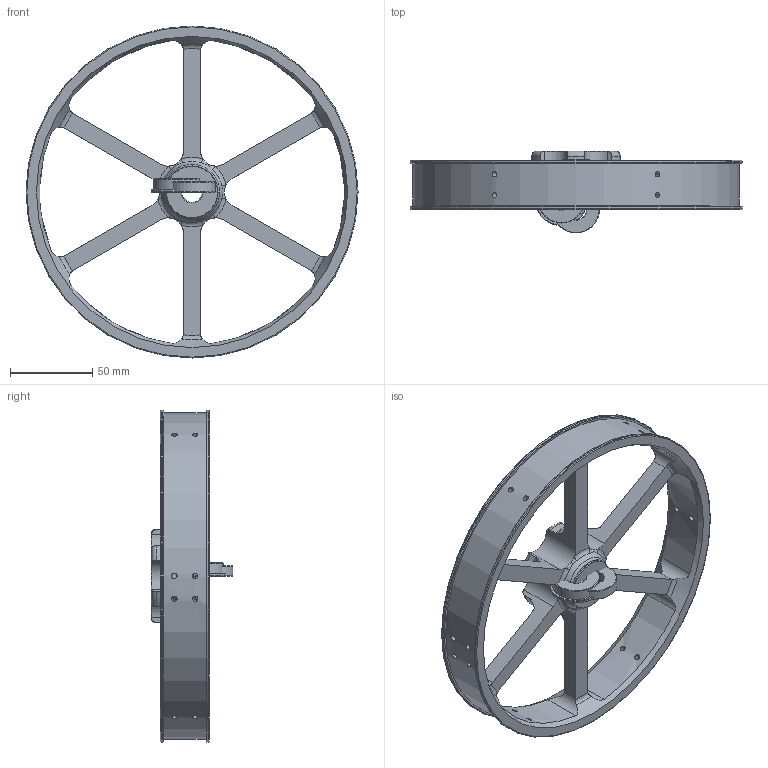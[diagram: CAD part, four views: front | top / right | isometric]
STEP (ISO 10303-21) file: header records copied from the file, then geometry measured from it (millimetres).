
FILE_DESCRIPTION( ( 'Unknown' ), '1' );
FILE_NAME( '8 performance wheel bearing bore.stp', 'Unknown', ( 'Unknown' ), ( 'Unknown' ), 'XStep 1.0', 'Unknown', ' ' );
FILE_SCHEMA( ( 'CONFIG_CONTROL_DESIGN' ) );
Length unit declared in the file: millimetre
Products named in the file (4): Assem1; 8_performance_wheel_bearbore; fr-8-zz; r8 bearing
Bounding box: 202.18 x 49.85 x 202.18 mm (x, y, z)
Volume: 405758.2 mm3; surface area: 154527 mm2
Topology: 6 solids, 6 shells, 336 faces, 998 edges, 646 vertices
Faces by surface type: cylinder 122, torus 82, plane 72, cone 48, bspline 12
Full cylindrical faces by diameter (mm): 3.251 x28, 3.967 x12, 12.7 x4, 24.13 x2, 28.562 x4, 28.575 x4, 31.75 x2, 198.628 x2, 202.184 x4
Entity records: 8442 total; most frequent: CARTESIAN_POINT 4176, ORIENTED_EDGE 840, DIRECTION 804, EDGE_CURVE 420, AXIS2_PLACEMENT_3D 366, VERTEX_POINT 306, EDGE_LOOP 256, FACE_OUTER_BOUND 204
